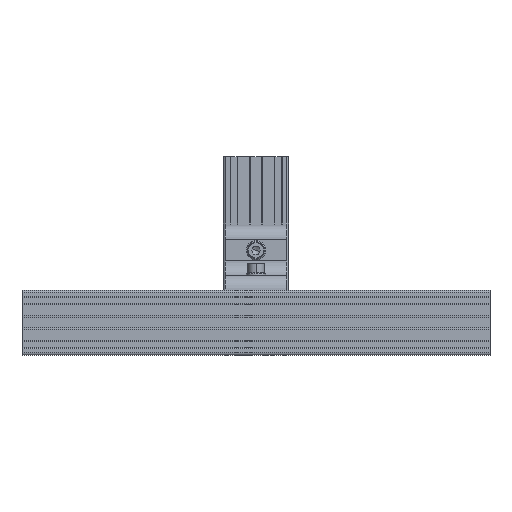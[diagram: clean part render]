
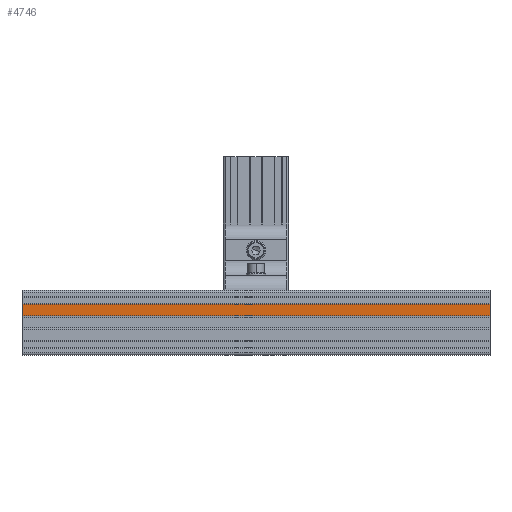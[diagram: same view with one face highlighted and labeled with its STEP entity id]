
A CAD part, front view. The second image highlights one B-rep face of the part: STEP entity #4746.
In plain terms, the highlighted planar face has unit normal (0, -1, 0).
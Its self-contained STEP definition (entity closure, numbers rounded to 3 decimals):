
#4640=AXIS2_PLACEMENT_3D('Plane Axis2P3D',#4637,#4638,#4639) ;
#3449=CARTESIAN_POINT('Vertex',(144.,-20.,11.2)) ;
#3452=CARTESIAN_POINT('Line Origine',(144.,-20.,7.675)) ;
#3456=CARTESIAN_POINT('Vertex',(144.,-20.,4.15)) ;
#4637=CARTESIAN_POINT('Axis2P3D Location',(0.,-20.,16.)) ;
#4713=CARTESIAN_POINT('Vertex',(-144.,-20.,11.2)) ;
#4716=CARTESIAN_POINT('Line Origine',(0.,-20.,11.2)) ;
#4728=CARTESIAN_POINT('Line Origine',(-144.,-20.,7.675)) ;
#4732=CARTESIAN_POINT('Vertex',(-144.,-20.,4.15)) ;
#4735=CARTESIAN_POINT('Line Origine',(0.,-20.,4.15)) ;
#3453=DIRECTION('Vector Direction',(0.,0.,1.)) ;
#4638=DIRECTION('Axis2P3D Direction',(0.,1.,0.)) ;
#4639=DIRECTION('Axis2P3D XDirection',(0.,0.,1.)) ;
#4717=DIRECTION('Vector Direction',(1.,0.,0.)) ;
#4729=DIRECTION('Vector Direction',(0.,0.,1.)) ;
#4736=DIRECTION('Vector Direction',(1.,0.,0.)) ;
#3454=VECTOR('Line Direction',#3453,1.) ;
#4718=VECTOR('Line Direction',#4717,1.) ;
#4730=VECTOR('Line Direction',#4729,1.) ;
#4737=VECTOR('Line Direction',#4736,1.) ;
#4741=ORIENTED_EDGE('',*,*,#4720,.F.) ;
#4742=ORIENTED_EDGE('',*,*,#4734,.T.) ;
#4743=ORIENTED_EDGE('',*,*,#4739,.T.) ;
#4744=ORIENTED_EDGE('',*,*,#3458,.F.) ;
#4746=ADVANCED_FACE('PERFIL-BASICO-SEM-REFOR\X2\00C7\X0\O',(#4745),#4641,.F.) ;
#3458=EDGE_CURVE('',#3450,#3457,#3455,.F.) ;
#4720=EDGE_CURVE('',#4714,#3450,#4719,.T.) ;
#4734=EDGE_CURVE('',#4714,#4733,#4731,.F.) ;
#4739=EDGE_CURVE('',#4733,#3457,#4738,.T.) ;
#4740=EDGE_LOOP('',(#4741,#4742,#4743,#4744)) ;
#4745=FACE_OUTER_BOUND('',#4740,.T.) ;
#3455=LINE('Line',#3452,#3454) ;
#4719=LINE('Line',#4716,#4718) ;
#4731=LINE('Line',#4728,#4730) ;
#4738=LINE('Line',#4735,#4737) ;
#4641=PLANE('',#4640) ;
#3450=VERTEX_POINT('',#3449) ;
#3457=VERTEX_POINT('',#3456) ;
#4714=VERTEX_POINT('',#4713) ;
#4733=VERTEX_POINT('',#4732) ;
